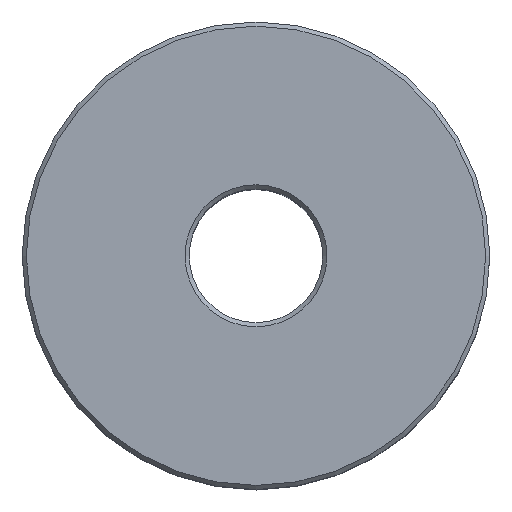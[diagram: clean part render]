
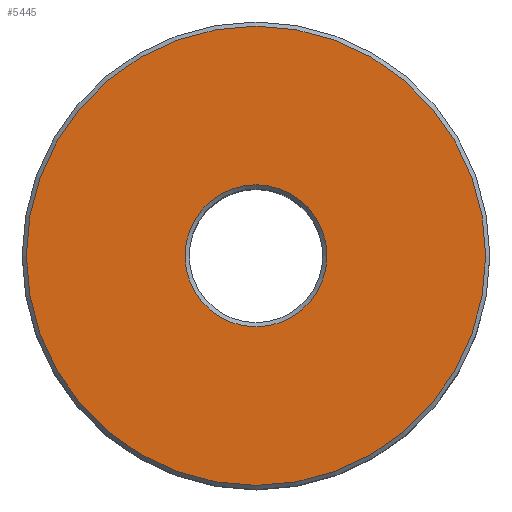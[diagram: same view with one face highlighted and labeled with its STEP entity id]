
A CAD part, top view. The second image highlights one B-rep face of the part: STEP entity #5445.
In plain terms, the highlighted planar face has unit normal (0, 0, 1).
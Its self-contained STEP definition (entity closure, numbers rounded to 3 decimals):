
#37=FACE_BOUND('',#690,.T.);
#58=PLANE('',#6265);
#389=FACE_OUTER_BOUND('',#689,.T.);
#689=EDGE_LOOP('',(#4636));
#690=EDGE_LOOP('',(#4637));
#1209=CIRCLE('',#6262,13.75);
#1212=CIRCLE('',#6266,4.25);
#2353=VERTEX_POINT('',#11028);
#2356=VERTEX_POINT('',#11036);
#3195=EDGE_CURVE('',#2353,#2353,#1209,.T.);
#3199=EDGE_CURVE('',#2356,#2356,#1212,.T.);
#4636=ORIENTED_EDGE('',*,*,#3195,.F.);
#4637=ORIENTED_EDGE('',*,*,#3199,.F.);
#5445=ADVANCED_FACE('',(#389,#37),#58,.T.);
#6262=AXIS2_PLACEMENT_3D('',#11029,#8152,#8153);
#6265=AXIS2_PLACEMENT_3D('',#11035,#8159,#8160);
#6266=AXIS2_PLACEMENT_3D('',#11037,#8161,#8162);
#8152=DIRECTION('center_axis',(0.,0.,-1.));
#8153=DIRECTION('ref_axis',(-1.,0.,0.));
#8159=DIRECTION('center_axis',(0.,0.,1.));
#8160=DIRECTION('ref_axis',(1.,0.,0.));
#8161=DIRECTION('center_axis',(0.,0.,1.));
#8162=DIRECTION('ref_axis',(-1.,0.,0.));
#11028=CARTESIAN_POINT('',(13.75,0.,12.5));
#11029=CARTESIAN_POINT('Origin',(0.,0.,12.5));
#11035=CARTESIAN_POINT('Origin',(0.,0.,12.5));
#11036=CARTESIAN_POINT('',(4.25,0.,12.5));
#11037=CARTESIAN_POINT('Origin',(0.,0.,12.5));
